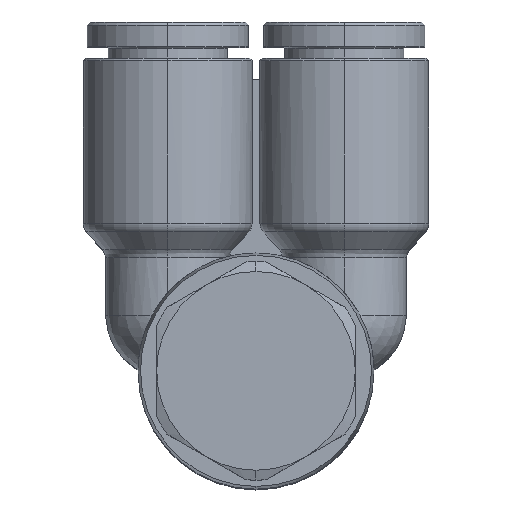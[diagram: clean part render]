
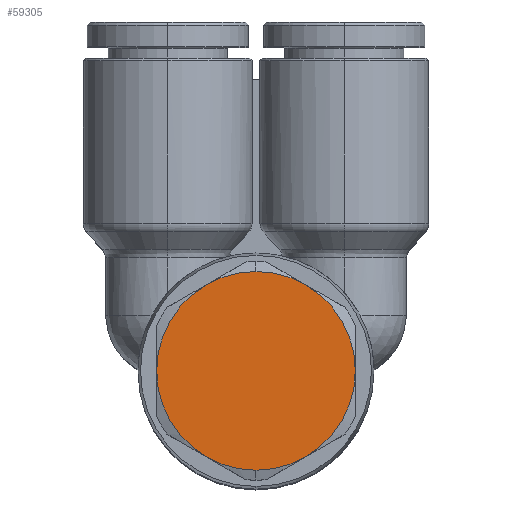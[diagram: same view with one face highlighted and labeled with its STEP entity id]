
A CAD part, top view. The second image highlights one B-rep face of the part: STEP entity #59305.
In plain terms, the highlighted planar face has unit normal (0, 0, 1).
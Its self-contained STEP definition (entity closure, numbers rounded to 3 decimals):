
#3463=CARTESIAN_POINT('',(-3.5,7.1,12.));
#3464=VERTEX_POINT('',#3463);
#3472=CARTESIAN_POINT('',(-2.428,3.1,12.));
#3473=VERTEX_POINT('',#3472);
#3487=CARTESIAN_POINT('',(4.5,7.1,12.));
#3488=DIRECTION('',(0.0,0.0,1.0));
#3489=DIRECTION('',(1.0,0.0,0.0));
#3490=AXIS2_PLACEMENT_3D('',#3487,#3488,#3489);
#3491=CIRCLE('',#3490,8.);
#3492=EDGE_CURVE('',#3464,#3473,#3491,.T.);
#3502=CARTESIAN_POINT('',(12.5,7.1,12.));
#3503=VERTEX_POINT('',#3502);
#3510=CARTESIAN_POINT('',(11.428,3.1,12.));
#3511=VERTEX_POINT('',#3510);
#3512=CARTESIAN_POINT('',(4.5,7.1,12.));
#3513=DIRECTION('',(0.0,0.0,1.0));
#3514=DIRECTION('',(1.0,0.0,0.0));
#3515=AXIS2_PLACEMENT_3D('',#3512,#3513,#3514);
#3516=CIRCLE('',#3515,8.);
#3517=EDGE_CURVE('',#3511,#3503,#3516,.T.);
#58699=CARTESIAN_POINT('',(11.428,11.1,12.));
#58700=VERTEX_POINT('',#58699);
#58723=CARTESIAN_POINT('',(4.5,15.1,12.));
#58724=VERTEX_POINT('',#58723);
#58738=CARTESIAN_POINT('',(4.5,7.1,12.));
#58739=DIRECTION('',(0.0,0.0,1.0));
#58740=DIRECTION('',(1.0,0.0,0.0));
#58741=AXIS2_PLACEMENT_3D('',#58738,#58739,#58740);
#58742=CIRCLE('',#58741,8.);
#58743=EDGE_CURVE('',#58700,#58724,#58742,.T.);
#58776=CARTESIAN_POINT('',(4.5,7.1,12.));
#58777=DIRECTION('',(0.0,0.0,1.0));
#58778=DIRECTION('',(1.0,0.0,0.0));
#58779=AXIS2_PLACEMENT_3D('',#58776,#58777,#58778);
#58780=CIRCLE('',#58779,8.);
#58781=EDGE_CURVE('',#3503,#58700,#58780,.T.);
#58793=CARTESIAN_POINT('',(4.5,-0.9,12.));
#58794=VERTEX_POINT('',#58793);
#58830=CARTESIAN_POINT('',(4.5,7.1,12.));
#58831=DIRECTION('',(0.0,0.0,1.0));
#58832=DIRECTION('',(1.0,0.0,0.0));
#58833=AXIS2_PLACEMENT_3D('',#58830,#58831,#58832);
#58834=CIRCLE('',#58833,8.);
#58835=EDGE_CURVE('',#58794,#3511,#58834,.T.);
#58860=CARTESIAN_POINT('',(4.5,7.1,12.));
#58861=DIRECTION('',(0.0,0.0,1.0));
#58862=DIRECTION('',(1.0,0.0,0.0));
#58863=AXIS2_PLACEMENT_3D('',#58860,#58861,#58862);
#58864=CIRCLE('',#58863,8.);
#58865=EDGE_CURVE('',#3473,#58794,#58864,.T.);
#58898=CARTESIAN_POINT('',(-2.428,11.1,12.));
#58899=VERTEX_POINT('',#58898);
#58900=CARTESIAN_POINT('',(4.5,7.1,12.));
#58901=DIRECTION('',(0.0,0.0,1.0));
#58902=DIRECTION('',(1.0,0.0,0.0));
#58903=AXIS2_PLACEMENT_3D('',#58900,#58901,#58902);
#58904=CIRCLE('',#58903,8.);
#58905=EDGE_CURVE('',#58899,#3464,#58904,.T.);
#58952=CARTESIAN_POINT('',(4.5,7.1,12.));
#58953=DIRECTION('',(0.0,0.0,1.0));
#58954=DIRECTION('',(1.0,0.0,0.0));
#58955=AXIS2_PLACEMENT_3D('',#58952,#58953,#58954);
#58956=CIRCLE('',#58955,8.);
#58957=EDGE_CURVE('',#58724,#58899,#58956,.T.);
#59290=CARTESIAN_POINT('',(9.25,7.1,12.));
#59291=DIRECTION('',(0.0,0.0,1.0));
#59292=DIRECTION('',(-1.0,0.0,0.0));
#59293=AXIS2_PLACEMENT_3D('',#59290,#59291,#59292);
#59294=PLANE('',#59293);
#59295=ORIENTED_EDGE('',*,*,#58957,.T.);
#59296=ORIENTED_EDGE('',*,*,#58905,.T.);
#59297=ORIENTED_EDGE('',*,*,#3492,.T.);
#59298=ORIENTED_EDGE('',*,*,#58865,.T.);
#59299=ORIENTED_EDGE('',*,*,#58835,.T.);
#59300=ORIENTED_EDGE('',*,*,#3517,.T.);
#59301=ORIENTED_EDGE('',*,*,#58781,.T.);
#59302=ORIENTED_EDGE('',*,*,#58743,.T.);
#59303=EDGE_LOOP('',(#59295,#59296,#59297,#59298,#59299,#59300,#59301,#59302));
#59304=FACE_OUTER_BOUND('',#59303,.T.);
#59305=ADVANCED_FACE('',(#59304),#59294,.T.);
